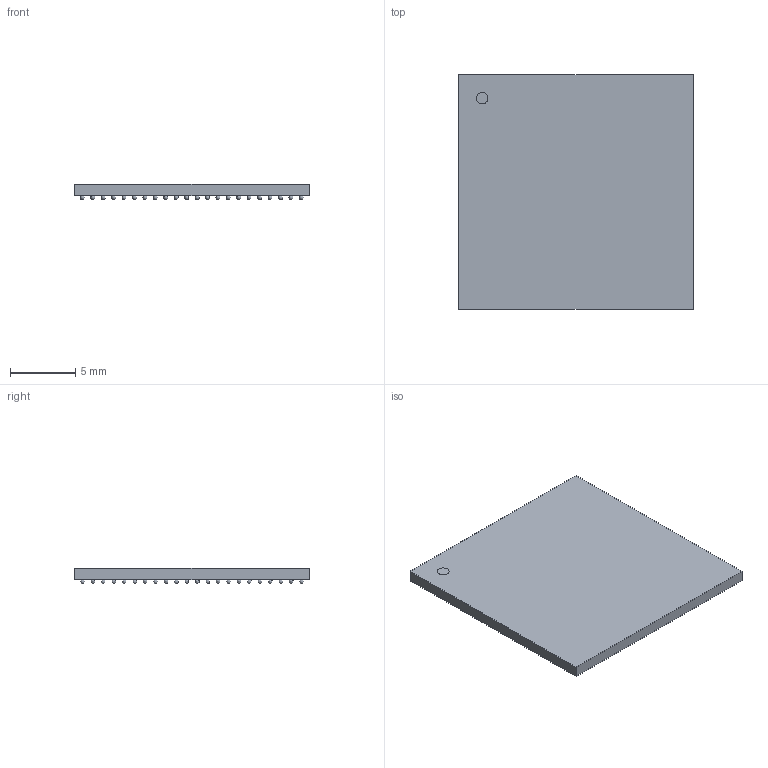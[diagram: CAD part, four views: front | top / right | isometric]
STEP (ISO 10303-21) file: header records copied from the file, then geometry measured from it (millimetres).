
FILE_DESCRIPTION(('STEP AP214'),'1');
FILE_NAME('TFBGA436_STM','2025-06-10T09:23:42',(''),(''),'','','');
FILE_SCHEMA(('AUTOMOTIVE_DESIGN'));
Length unit declared in the file: millimetre
Products named in the file (1): product
Bounding box: 18.01 x 18.01 x 1.2 mm (x, y, z)
Volume: 291.2 mm3; surface area: 853.1 mm2
Topology: 438 solids, 438 shells, 445 faces, 1323 edges, 882 vertices
Faces by surface type: sphere 436, plane 8, cylinder 1
Full cylindrical faces by diameter (mm): 0.9 x1
Entity records: 4297 total; most frequent: DIRECTION 910, CARTESIAN_POINT 459, AXIS2_PLACEMENT_3D 449, STYLED_ITEM 445, ADVANCED_FACE 445, MANIFOLD_SOLID_BREP 438, CLOSED_SHELL 438, SPHERICAL_SURFACE 436
